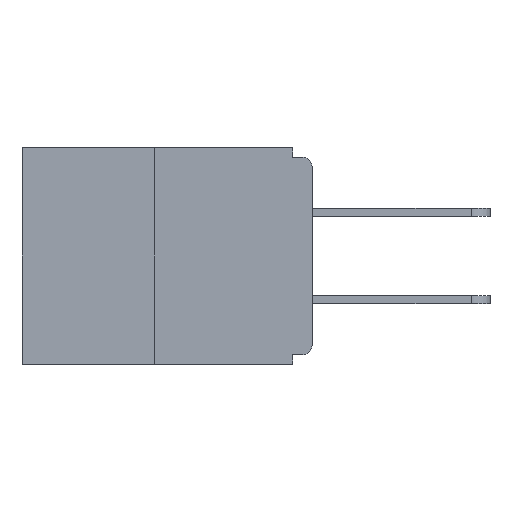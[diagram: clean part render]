
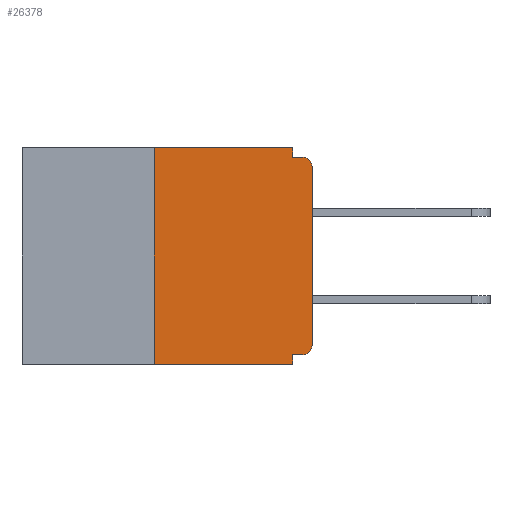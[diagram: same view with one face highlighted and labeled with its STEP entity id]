
A CAD part, left-side view. The second image highlights one B-rep face of the part: STEP entity #26378.
In plain terms, the highlighted planar face has unit normal (-1, 0, 0).
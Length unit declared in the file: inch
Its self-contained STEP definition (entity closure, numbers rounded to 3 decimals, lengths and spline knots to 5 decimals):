
#598 = AXIS2_PLACEMENT_3D ( 'NONE', #1372, #30517, #18574 ) ;
#700 = CARTESIAN_POINT ( 'NONE',  ( 0., 0.25, -0.343 ) ) ;
#1223 = ORIENTED_EDGE ( 'NONE', *, *, #24556, .F. ) ;
#1271 = EDGE_CURVE ( 'NONE', #2058, #25807, #10852, .T. ) ;
#1372 = CARTESIAN_POINT ( 'NONE',  ( 0., 0.015, -0.313 ) ) ;
#1387 = ORIENTED_EDGE ( 'NONE', *, *, #26479, .F. ) ;
#2058 = VERTEX_POINT ( 'NONE', #23930 ) ;
#2144 = DIRECTION ( 'NONE',  ( 0., 1., 0. ) ) ;
#2301 = CIRCLE ( 'NONE', #598, 0.015 ) ;
#2989 = VERTEX_POINT ( 'NONE', #6210 ) ;
#3403 = VERTEX_POINT ( 'NONE', #700 ) ;
#3436 = ORIENTED_EDGE ( 'NONE', *, *, #6437, .F. ) ;
#4529 = CARTESIAN_POINT ( 'NONE',  ( 0., 0.015, -0.015 ) ) ;
#5057 = CARTESIAN_POINT ( 'NONE',  ( 0., 0.031, -0.343 ) ) ;
#5193 = CARTESIAN_POINT ( 'NONE',  ( 0., 0.031, -0.015 ) ) ;
#5287 = DIRECTION ( 'NONE',  ( 0., 0., 1. ) ) ;
#6210 = CARTESIAN_POINT ( 'NONE',  ( 0., 0.015, -0.328 ) ) ;
#6437 = EDGE_CURVE ( 'NONE', #2989, #2058, #19572, .T. ) ;
#7360 = EDGE_LOOP ( 'NONE', ( #1223, #27272, #26392, #27447, #3436, #8932, #14208, #21397, #26086, #1387 ) ) ;
#8527 = EDGE_CURVE ( 'NONE', #15994, #9198, #29938, .T. ) ;
#8932 = ORIENTED_EDGE ( 'NONE', *, *, #26531, .T. ) ;
#9198 = VERTEX_POINT ( 'NONE', #11778 ) ;
#9921 = VECTOR ( 'NONE', #29923, 39.37008 ) ;
#10312 = CARTESIAN_POINT ( 'NONE',  ( 0., 0.46, 0. ) ) ;
#10852 = LINE ( 'NONE', #30177, #30350 ) ;
#11454 = VECTOR ( 'NONE', #5287, 39.37008 ) ;
#11778 = CARTESIAN_POINT ( 'NONE',  ( 0., 0., -0.03 ) ) ;
#12326 = PLANE ( 'NONE',  #21521 ) ;
#12358 = CARTESIAN_POINT ( 'NONE',  ( 0., 0., -0.313 ) ) ;
#12464 = VECTOR ( 'NONE', #2144, 39.37008 ) ;
#12670 = CIRCLE ( 'NONE', #17514, 0.015 ) ;
#13550 = VECTOR ( 'NONE', #22610, 39.37008 ) ;
#14207 = VERTEX_POINT ( 'NONE', #26311 ) ;
#14208 = ORIENTED_EDGE ( 'NONE', *, *, #8527, .T. ) ;
#14363 = LINE ( 'NONE', #15436, #18459 ) ;
#15436 = CARTESIAN_POINT ( 'NONE',  ( 0., 0.031, 0. ) ) ;
#15994 = VERTEX_POINT ( 'NONE', #12358 ) ;
#16420 = CARTESIAN_POINT ( 'NONE',  ( 0., 0., -0.328 ) ) ;
#16532 = VERTEX_POINT ( 'NONE', #22637 ) ;
#16551 = LINE ( 'NONE', #23531, #28537 ) ;
#17121 = CARTESIAN_POINT ( 'NONE',  ( 0., 0.25, 0. ) ) ;
#17304 = DIRECTION ( 'NONE',  ( 0., 0., -1. ) ) ;
#17514 = AXIS2_PLACEMENT_3D ( 'NONE', #19838, #24437, #17304 ) ;
#18459 = VECTOR ( 'NONE', #22665, 39.37008 ) ;
#18574 = DIRECTION ( 'NONE',  ( 0., 0., -1. ) ) ;
#19297 = LINE ( 'NONE', #17121, #11454 ) ;
#19572 = LINE ( 'NONE', #16420, #12464 ) ;
#19838 = CARTESIAN_POINT ( 'NONE',  ( 0., 0.015, -0.03 ) ) ;
#19905 = VERTEX_POINT ( 'NONE', #5193 ) ;
#20221 = CARTESIAN_POINT ( 'NONE',  ( 0., 0.46, -0.343 ) ) ;
#20631 = CARTESIAN_POINT ( 'NONE',  ( 0., 0.46, 0. ) ) ;
#20670 = DIRECTION ( 'NONE',  ( 0., 0., -1. ) ) ;
#21397 = ORIENTED_EDGE ( 'NONE', *, *, #28405, .T. ) ;
#21521 = AXIS2_PLACEMENT_3D ( 'NONE', #10312, #29160, #29056 ) ;
#22610 = DIRECTION ( 'NONE',  ( 0., -1., 0. ) ) ;
#22637 = CARTESIAN_POINT ( 'NONE',  ( 0., 0.25, 0. ) ) ;
#22665 = DIRECTION ( 'NONE',  ( 0., 0., -1. ) ) ;
#23259 = CARTESIAN_POINT ( 'NONE',  ( 0., 0., 0. ) ) ;
#23531 = CARTESIAN_POINT ( 'NONE',  ( 0., 0., -0.015 ) ) ;
#23930 = CARTESIAN_POINT ( 'NONE',  ( 0., 0.031, -0.328 ) ) ;
#24030 = LINE ( 'NONE', #20221, #13550 ) ;
#24437 = DIRECTION ( 'NONE',  ( -1., 0., 0. ) ) ;
#24556 = EDGE_CURVE ( 'NONE', #16532, #14207, #25280, .T. ) ;
#25280 = LINE ( 'NONE', #20631, #9921 ) ;
#25347 = VERTEX_POINT ( 'NONE', #4529 ) ;
#25807 = VERTEX_POINT ( 'NONE', #5057 ) ;
#26086 = ORIENTED_EDGE ( 'NONE', *, *, #27186, .F. ) ;
#26311 = CARTESIAN_POINT ( 'NONE',  ( 0., 0.031, 0. ) ) ;
#26378 = ADVANCED_FACE ( 'NONE', ( #29325 ), #12326, .F. ) ;
#26392 = ORIENTED_EDGE ( 'NONE', *, *, #27374, .T. ) ;
#26479 = EDGE_CURVE ( 'NONE', #14207, #19905, #14363, .T. ) ;
#26531 = EDGE_CURVE ( 'NONE', #2989, #15994, #2301, .T. ) ;
#27186 = EDGE_CURVE ( 'NONE', #19905, #25347, #16551, .T. ) ;
#27272 = ORIENTED_EDGE ( 'NONE', *, *, #29947, .F. ) ;
#27374 = EDGE_CURVE ( 'NONE', #3403, #25807, #24030, .T. ) ;
#27447 = ORIENTED_EDGE ( 'NONE', *, *, #1271, .F. ) ;
#27829 = DIRECTION ( 'NONE',  ( 0., -1., 0. ) ) ;
#28056 = DIRECTION ( 'NONE',  ( 0., 0., 1. ) ) ;
#28094 = VECTOR ( 'NONE', #28056, 39.37008 ) ;
#28405 = EDGE_CURVE ( 'NONE', #9198, #25347, #12670, .T. ) ;
#28537 = VECTOR ( 'NONE', #27829, 39.37008 ) ;
#29056 = DIRECTION ( 'NONE',  ( 0., 0., -1. ) ) ;
#29160 = DIRECTION ( 'NONE',  ( 1., 0., 0. ) ) ;
#29325 = FACE_OUTER_BOUND ( 'NONE', #7360, .T. ) ;
#29923 = DIRECTION ( 'NONE',  ( 0., -1., 0. ) ) ;
#29938 = LINE ( 'NONE', #23259, #28094 ) ;
#29947 = EDGE_CURVE ( 'NONE', #3403, #16532, #19297, .T. ) ;
#30177 = CARTESIAN_POINT ( 'NONE',  ( 0., 0.031, -0.343 ) ) ;
#30350 = VECTOR ( 'NONE', #20670, 39.37008 ) ;
#30517 = DIRECTION ( 'NONE',  ( -1., 0., 0. ) ) ;
